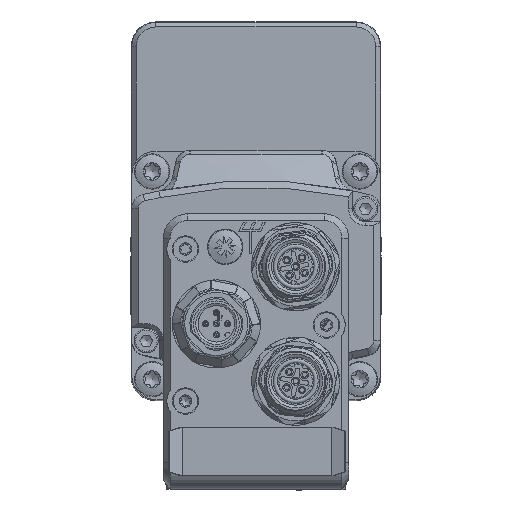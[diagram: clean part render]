
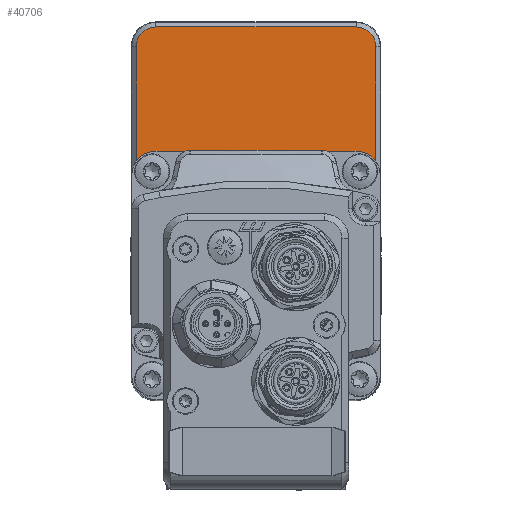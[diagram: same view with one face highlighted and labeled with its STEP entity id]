
A CAD part, top view. The second image highlights one B-rep face of the part: STEP entity #40706.
In plain terms, the highlighted planar face has unit normal (0, 0, 1).
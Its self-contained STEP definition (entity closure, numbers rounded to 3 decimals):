
#568=ELLIPSE('',#43622,5.5,5.5);
#569=ELLIPSE('',#43623,5.5,5.5);
#3051=PLANE('',#43621);
#4464=FACE_OUTER_BOUND('',#6706,.T.);
#6706=EDGE_LOOP('',(#29452,#29453,#29454,#29455,#29456,#29457,#29458,#29459));
#9174=LINE('',#63762,#12059);
#9177=LINE('',#63771,#12062);
#9179=LINE('',#63778,#12064);
#9180=LINE('',#63782,#12065);
#12059=VECTOR('',#49055,10.);
#12062=VECTOR('',#49066,10.);
#12064=VECTOR('',#49074,10.);
#12065=VECTOR('',#49077,10.);
#14753=CIRCLE('',#43617,4.5);
#14754=CIRCLE('',#43620,4.5);
#16908=VERTEX_POINT('',#63759);
#16909=VERTEX_POINT('',#63761);
#16910=VERTEX_POINT('',#63765);
#16911=VERTEX_POINT('',#63769);
#16912=VERTEX_POINT('',#63773);
#16913=VERTEX_POINT('',#63777);
#16914=VERTEX_POINT('',#63779);
#16915=VERTEX_POINT('',#63781);
#21578=EDGE_CURVE('',#16908,#16909,#9174,.T.);
#21581=EDGE_CURVE('',#16910,#16908,#14753,.T.);
#21583=EDGE_CURVE('',#16911,#16910,#9177,.T.);
#21585=EDGE_CURVE('',#16912,#16911,#14754,.T.);
#21586=EDGE_CURVE('',#16913,#16912,#9179,.T.);
#21587=EDGE_CURVE('',#16913,#16914,#568,.T.);
#21588=EDGE_CURVE('',#16915,#16914,#9180,.T.);
#21589=EDGE_CURVE('',#16909,#16915,#569,.F.);
#29452=ORIENTED_EDGE('',*,*,#21578,.F.);
#29453=ORIENTED_EDGE('',*,*,#21581,.F.);
#29454=ORIENTED_EDGE('',*,*,#21583,.F.);
#29455=ORIENTED_EDGE('',*,*,#21585,.F.);
#29456=ORIENTED_EDGE('',*,*,#21586,.F.);
#29457=ORIENTED_EDGE('',*,*,#21587,.T.);
#29458=ORIENTED_EDGE('',*,*,#21588,.F.);
#29459=ORIENTED_EDGE('',*,*,#21589,.F.);
#40706=ADVANCED_FACE('',(#4464),#3051,.F.);
#43617=AXIS2_PLACEMENT_3D('',#63767,#49061,#49062);
#43620=AXIS2_PLACEMENT_3D('',#63775,#49070,#49071);
#43621=AXIS2_PLACEMENT_3D('',#63776,#49072,#49073);
#43622=AXIS2_PLACEMENT_3D('',#63780,#49075,#49076);
#43623=AXIS2_PLACEMENT_3D('',#63783,#49078,#49079);
#49055=DIRECTION('',(0.,-1.,0.));
#49061=DIRECTION('center_axis',(0.,0.,
-1.));
#49062=DIRECTION('ref_axis',(0.707,0.707,0.));
#49066=DIRECTION('',(1.,0.,0.));
#49070=DIRECTION('center_axis',(0.,0.,
-1.));
#49071=DIRECTION('ref_axis',(-0.707,0.707,0.));
#49072=DIRECTION('center_axis',(0.,0.,
-1.));
#49073=DIRECTION('ref_axis',(-1.,0.,0.));
#49074=DIRECTION('',(0.,1.,0.));
#49075=DIRECTION('center_axis',(0.,0.,
-1.));
#49076=DIRECTION('ref_axis',(-1.,0.,0.));
#49077=DIRECTION('',(-1.,0.,0.));
#49078=DIRECTION('center_axis',(0.,0.,
-1.));
#49079=DIRECTION('ref_axis',(1.,0.,0.));
#63759=CARTESIAN_POINT('',(27.2,51.9,-1.));
#63761=CARTESIAN_POINT('',(27.2,25.85,-1.));
#63762=CARTESIAN_POINT('',(27.2,28.7,-1.));
#63765=CARTESIAN_POINT('',(22.7,56.4,-1.));
#63767=CARTESIAN_POINT('Origin',(22.7,51.9,-1.));
#63769=CARTESIAN_POINT('',(-22.7,56.4,-1.));
#63771=CARTESIAN_POINT('',(-14.1,56.4,-1.));
#63773=CARTESIAN_POINT('',(-27.2,51.9,-1.));
#63775=CARTESIAN_POINT('Origin',(-22.7,51.9,-1.));
#63776=CARTESIAN_POINT('Origin',(0.,42.8,
-1.));
#63777=CARTESIAN_POINT('',(-27.2,25.85,-1.));
#63778=CARTESIAN_POINT('',(-27.2,28.7,-1.));
#63779=CARTESIAN_POINT('',(-22.691,28.2,-1.));
#63780=CARTESIAN_POINT('Origin',(-22.691,22.7,-1.));
#63781=CARTESIAN_POINT('',(22.691,28.2,-1.));
#63782=CARTESIAN_POINT('',(-28.2,28.2,-1.));
#63783=CARTESIAN_POINT('Origin',(22.691,22.7,-1.));
